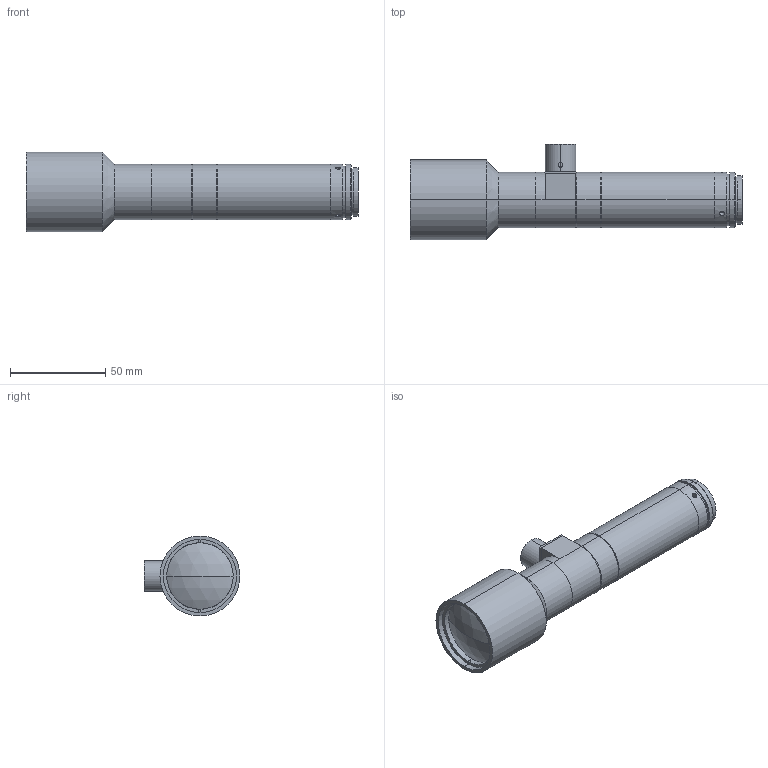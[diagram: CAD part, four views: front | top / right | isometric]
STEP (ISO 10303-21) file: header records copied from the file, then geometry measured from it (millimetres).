
FILE_DESCRIPTION (( 'STEP AP203' ), '1' );
FILE_NAME ('XF-5MDT1X178D-1C.STEP', '2016-12-06T05:32:54', ( 'Lxtx999.CoM' ), ( 'Lxtx999.CoM' ), 'SwSTEP 2.0', 'SolidWorks 2014', '' );
FILE_SCHEMA (( 'CONFIG_CONTROL_DESIGN' ));
Length unit declared in the file: millimetre
Products named in the file (1): XF-5MDT1X178D-1C
Bounding box: 174.48 x 50.35 x 42 mm (x, y, z)
Surface area: 27952.2 mm2 (no closed solid volume)
Topology: 0 solids, 10 shells, 101 faces, 267 edges, 179 vertices
Faces by surface type: cylinder 58, plane 33, cone 4, torus 4, sphere 2
Entity records: 3523 total; most frequent: CARTESIAN_POINT 856, DIRECTION 597, ORIENTED_EDGE 458, EDGE_CURVE 267, AXIS2_PLACEMENT_3D 244, VERTEX_POINT 179, CIRCLE 142, EDGE_LOOP 127
